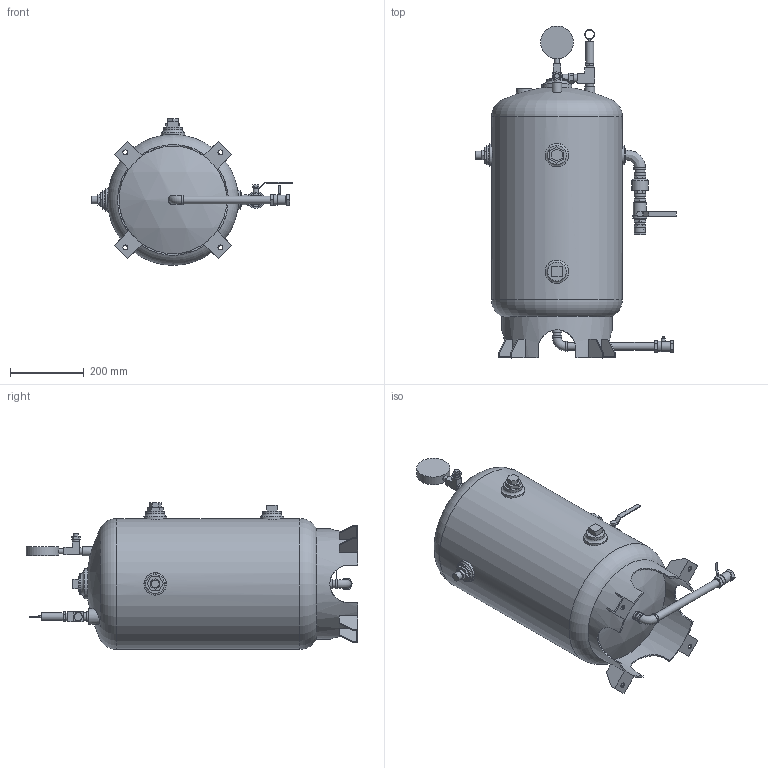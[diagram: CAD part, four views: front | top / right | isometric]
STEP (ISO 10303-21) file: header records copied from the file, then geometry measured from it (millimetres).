
FILE_DESCRIPTION(/* description */ (''),/* implementation_level */ '2;1');
FILE_NAME(/* name */ 'VORTEX_10 GALLON WATER TANK_SERIES 950.stp',/* time_stamp */ '2019-04-18T09:54:42+05:00',/* author */ ('vjadhav'),/* organization */ (''),/* preprocessor_version */ 'ST-DEVELOPER v16.1',/* originating_system */ 'Autodesk Inventor 2016',/* authorisation */ '');
FILE_SCHEMA (('AUTOMOTIVE_DESIGN { 1 0 10303 214 3 1 1 }'));
Length unit declared in the file: inch
Products named in the file (1): Victaulic-FP-Vortex 10 Gallon Series 950 Fire Suppression System Tank
Bounding box: 545.47 x 901.7 x 398.78 mm (x, y, z)
Volume: 61621215.6 mm3; surface area: 1169461.3 mm2
Topology: 1 solids, 1 shells, 374 faces, 918 edges, 614 vertices
Faces by surface type: plane 297, cylinder 63, torus 8, cone 2, bspline 2, sphere 2
Full cylindrical faces by diameter (mm): 5.08 x1, 11.43 x1, 13.487 x4, 13.716 x2, 15.24 x1, 19.05 x1, 21.336 x9, 25.4 x1, 26.67 x9, 27.94 x2, 30.48 x1, 31.75 x2, 33.02 x1, 33.401 x1, 35.56 x1, 38.1 x2, 42.164 x1, 43.18 x1, 45.72 x1, 50.8 x4, 55.88 x1, 60.96 x1, 63.5 x2, 81.755 x1, 88.9 x1, 292.562 x1, 300.182 x1, 355.6 x1
Entity records: 12297 total; most frequent: CARTESIAN_POINT 3576, DIRECTION 1673, ORIENTED_EDGE 1626, EDGE_CURVE 812, LINE 615, VECTOR 615, VERTEX_POINT 566, AXIS2_PLACEMENT_3D 529
